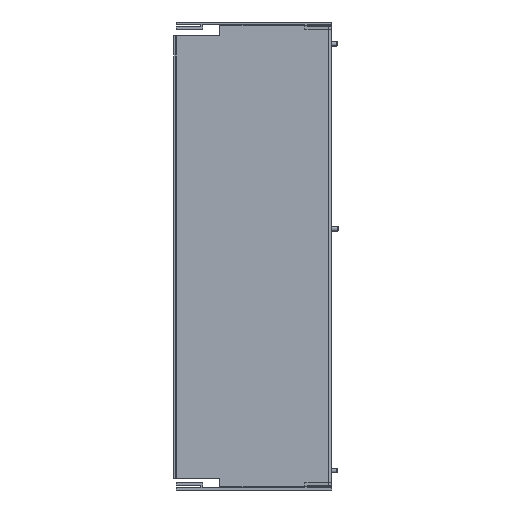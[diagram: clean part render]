
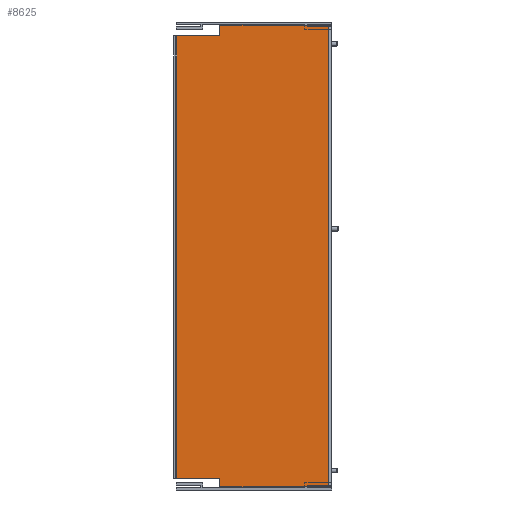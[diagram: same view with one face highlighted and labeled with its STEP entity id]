
A CAD part, left-side view. The second image highlights one B-rep face of the part: STEP entity #8625.
In plain terms, the highlighted planar face has unit normal (-1, 0, 0).
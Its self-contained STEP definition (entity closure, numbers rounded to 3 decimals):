
#327 = VERTEX_POINT ( 'NONE', #7945 ) ;
#341 = DIRECTION ( 'NONE',  ( 0., -1., 0. ) ) ;
#474 = AXIS2_PLACEMENT_3D ( 'NONE', #7440, #8623, #13445 ) ;
#790 = VERTEX_POINT ( 'NONE', #8960 ) ;
#791 = EDGE_CURVE ( 'NONE', #2087, #13377, #12595, .T. ) ;
#925 = DIRECTION ( 'NONE',  ( 0., 1., 0. ) ) ;
#1281 = DIRECTION ( 'NONE',  ( 0., 0., -1. ) ) ;
#1597 = CARTESIAN_POINT ( 'NONE',  ( 0., 1., 0. ) ) ;
#1777 = EDGE_LOOP ( 'NONE', ( #3140, #13270, #2620, #5465, #3087, #8556, #7062, #3889 ) ) ;
#1891 = EDGE_CURVE ( 'NONE', #10131, #790, #5387, .T. ) ;
#2086 = EDGE_CURVE ( 'NONE', #9958, #2311, #14002, .T. ) ;
#2087 = VERTEX_POINT ( 'NONE', #9105 ) ;
#2311 = VERTEX_POINT ( 'NONE', #14778 ) ;
#2620 = ORIENTED_EDGE ( 'NONE', *, *, #13615, .F. ) ;
#3087 = ORIENTED_EDGE ( 'NONE', *, *, #5070, .T. ) ;
#3140 = ORIENTED_EDGE ( 'NONE', *, *, #14206, .T. ) ;
#3177 = DIRECTION ( 'NONE',  ( 0., -1., 0. ) ) ;
#3515 = CARTESIAN_POINT ( 'NONE',  ( 0., 0., 0. ) ) ;
#3889 = ORIENTED_EDGE ( 'NONE', *, *, #7066, .T. ) ;
#4287 = CARTESIAN_POINT ( 'NONE',  ( 0., 0., 7. ) ) ;
#4295 = CARTESIAN_POINT ( 'NONE',  ( 0., 90.5, 0. ) ) ;
#4576 = CARTESIAN_POINT ( 'NONE',  ( 0., 126., 371. ) ) ;
#4662 = VECTOR ( 'NONE', #3177, 1000. ) ;
#4824 = VECTOR ( 'NONE', #341, 1000. ) ;
#4919 = LINE ( 'NONE', #9737, #12153 ) ;
#4994 = CARTESIAN_POINT ( 'NONE',  ( 0., 90.5, 0. ) ) ;
#5070 = EDGE_CURVE ( 'NONE', #2311, #8655, #11398, .T. ) ;
#5387 = LINE ( 'NONE', #1597, #6675 ) ;
#5465 = ORIENTED_EDGE ( 'NONE', *, *, #2086, .T. ) ;
#5590 = CARTESIAN_POINT ( 'NONE',  ( 0., 126., 0. ) ) ;
#5669 = DIRECTION ( 'NONE',  ( 0., 0., 1. ) ) ;
#6675 = VECTOR ( 'NONE', #10205, 1000. ) ;
#7062 = ORIENTED_EDGE ( 'NONE', *, *, #1891, .F. ) ;
#7066 = EDGE_CURVE ( 'NONE', #10131, #327, #11741, .T. ) ;
#7086 = EDGE_CURVE ( 'NONE', #8655, #790, #10694, .T. ) ;
#7091 = VECTOR ( 'NONE', #5669, 1000. ) ;
#7281 = PLANE ( 'NONE',  #474 ) ;
#7440 = CARTESIAN_POINT ( 'NONE',  ( 0., 0., 0. ) ) ;
#7945 = CARTESIAN_POINT ( 'NONE',  ( 0., 90.5, 380. ) ) ;
#8205 = VECTOR ( 'NONE', #8956, 1000. ) ;
#8556 = ORIENTED_EDGE ( 'NONE', *, *, #7086, .T. ) ;
#8623 = DIRECTION ( 'NONE',  ( 1., 0., 0. ) ) ;
#8625 = ADVANCED_FACE ( 'NONE', ( #10760 ), #7281, .F. ) ;
#8655 = VERTEX_POINT ( 'NONE', #4994 ) ;
#8665 = CARTESIAN_POINT ( 'NONE',  ( 0., 1., 380. ) ) ;
#8956 = DIRECTION ( 'NONE',  ( 0., 0., -1. ) ) ;
#8960 = CARTESIAN_POINT ( 'NONE',  ( 0., 1., 0. ) ) ;
#9105 = CARTESIAN_POINT ( 'NONE',  ( 0., 90.5, 371. ) ) ;
#9737 = CARTESIAN_POINT ( 'NONE',  ( 0., 90.5, 0. ) ) ;
#9958 = VERTEX_POINT ( 'NONE', #13106 ) ;
#10058 = DIRECTION ( 'NONE',  ( 0., 1., 0. ) ) ;
#10131 = VERTEX_POINT ( 'NONE', #8665 ) ;
#10205 = DIRECTION ( 'NONE',  ( 0., 0., -1. ) ) ;
#10619 = CARTESIAN_POINT ( 'NONE',  ( 0., 0., 380. ) ) ;
#10694 = LINE ( 'NONE', #3515, #4824 ) ;
#10760 = FACE_OUTER_BOUND ( 'NONE', #1777, .T. ) ;
#10860 = VECTOR ( 'NONE', #925, 1000. ) ;
#11398 = LINE ( 'NONE', #4295, #8205 ) ;
#11637 = CARTESIAN_POINT ( 'NONE',  ( 0., 0., 371. ) ) ;
#11741 = LINE ( 'NONE', #10619, #10860 ) ;
#12153 = VECTOR ( 'NONE', #1281, 1000. ) ;
#12595 = LINE ( 'NONE', #11637, #15235 ) ;
#13106 = CARTESIAN_POINT ( 'NONE',  ( 0., 126., 7. ) ) ;
#13270 = ORIENTED_EDGE ( 'NONE', *, *, #791, .T. ) ;
#13377 = VERTEX_POINT ( 'NONE', #4576 ) ;
#13445 = DIRECTION ( 'NONE',  ( 0., 1., 0. ) ) ;
#13615 = EDGE_CURVE ( 'NONE', #9958, #13377, #15301, .T. ) ;
#14002 = LINE ( 'NONE', #4287, #4662 ) ;
#14206 = EDGE_CURVE ( 'NONE', #327, #2087, #4919, .T. ) ;
#14778 = CARTESIAN_POINT ( 'NONE',  ( 0., 90.5, 7. ) ) ;
#15235 = VECTOR ( 'NONE', #10058, 1000. ) ;
#15301 = LINE ( 'NONE', #5590, #7091 ) ;
